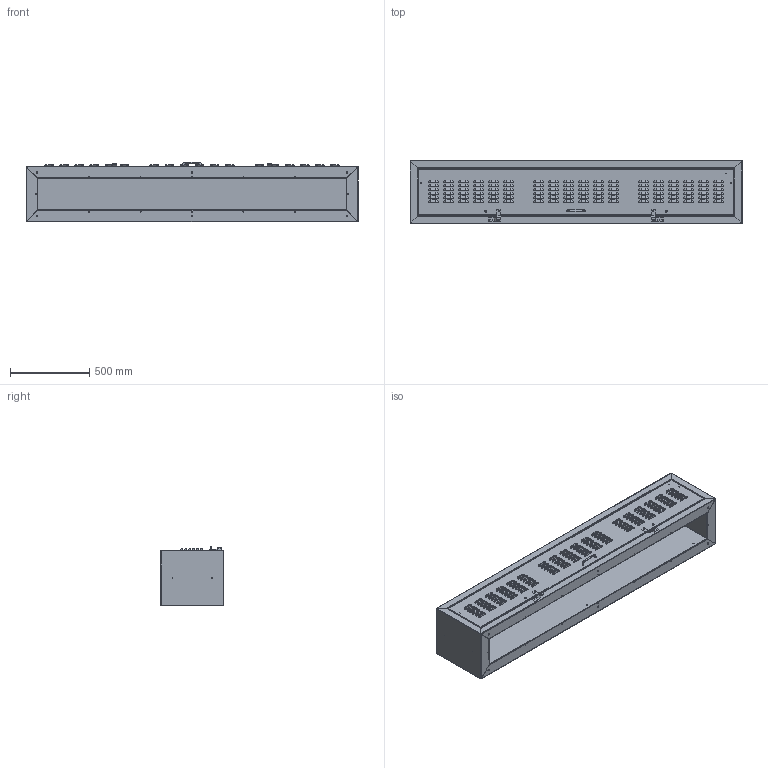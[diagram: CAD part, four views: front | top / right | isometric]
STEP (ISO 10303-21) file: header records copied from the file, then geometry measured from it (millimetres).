
FILE_DESCRIPTION (( 'STEP AP214' ), '1' );
FILE_NAME ('PDC-21.STEP', '2017-07-13T11:17:37', ( '' ), ( '' ), 'SwSTEP 2.0', 'SolidWorks 2017', '' );
FILE_SCHEMA (( 'AUTOMOTIVE_DESIGN' ));
Length unit declared in the file: millimetre
Products named in the file (2): PDC-21; PDC-21-1
Assembly tree (1 placements, depth 2):
  PDC-21
    PDC-21-1
Bounding box: 2100 x 402 x 376.5 mm (x, y, z)
Volume: 7004687.6 mm3; surface area: 7082055.2 mm2
Topology: 10 solids, 10 shells, 1852 faces, 4728 edges, 2896 vertices
Faces by surface type: cylinder 596, plane 558, sphere 432, torus 220, bspline 46
Entity records: 59131 total; most frequent: CARTESIAN_POINT 11676, DIRECTION 10890, ORIENTED_EDGE 9456, EDGE_CURVE 4728, AXIS2_PLACEMENT_3D 4446, VERTEX_POINT 2896, CIRCLE 2636, EDGE_LOOP 2250
